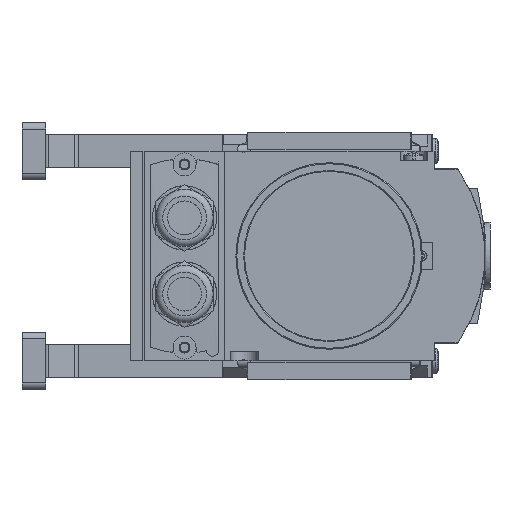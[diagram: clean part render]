
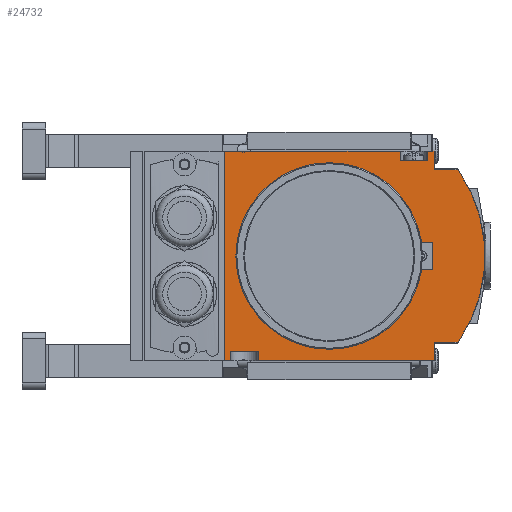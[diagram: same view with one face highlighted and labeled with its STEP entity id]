
A CAD part, front view. The second image highlights one B-rep face of the part: STEP entity #24732.
In plain terms, the highlighted planar face has unit normal (0, -1, 0).
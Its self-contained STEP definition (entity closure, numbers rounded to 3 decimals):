
#912=CIRCLE('',#25893,45.);
#913=CIRCLE('',#25894,16.625);
#1646=ORIENTED_EDGE('',*,*,#6952,.F.);
#1647=ORIENTED_EDGE('',*,*,#6953,.T.);
#1648=ORIENTED_EDGE('',*,*,#6954,.T.);
#1649=ORIENTED_EDGE('',*,*,#6955,.F.);
#1650=ORIENTED_EDGE('',*,*,#6956,.F.);
#1651=ORIENTED_EDGE('',*,*,#6957,.F.);
#1652=ORIENTED_EDGE('',*,*,#6958,.F.);
#1653=ORIENTED_EDGE('',*,*,#6959,.F.);
#1654=ORIENTED_EDGE('',*,*,#6960,.F.);
#1655=ORIENTED_EDGE('',*,*,#6961,.F.);
#1656=ORIENTED_EDGE('',*,*,#6962,.F.);
#1657=ORIENTED_EDGE('',*,*,#6963,.T.);
#1658=ORIENTED_EDGE('',*,*,#6949,.F.);
#1659=ORIENTED_EDGE('',*,*,#6964,.F.);
#1660=ORIENTED_EDGE('',*,*,#6965,.F.);
#1661=ORIENTED_EDGE('',*,*,#6966,.T.);
#1662=ORIENTED_EDGE('',*,*,#6967,.T.);
#1663=ORIENTED_EDGE('',*,*,#6968,.F.);
#1664=ORIENTED_EDGE('',*,*,#6969,.F.);
#1665=ORIENTED_EDGE('',*,*,#6970,.F.);
#1666=ORIENTED_EDGE('',*,*,#6971,.T.);
#1667=ORIENTED_EDGE('',*,*,#6972,.T.);
#1668=ORIENTED_EDGE('',*,*,#6973,.T.);
#1669=ORIENTED_EDGE('',*,*,#6974,.T.);
#1670=ORIENTED_EDGE('',*,*,#6975,.F.);
#6949=EDGE_CURVE('',#9603,#9604,#11371,.T.);
#6952=EDGE_CURVE('',#9606,#9607,#11373,.T.);
#6953=EDGE_CURVE('',#9606,#9608,#11374,.T.);
#6954=EDGE_CURVE('',#9608,#9609,#11375,.T.);
#6955=EDGE_CURVE('',#9610,#9609,#11376,.T.);
#6956=EDGE_CURVE('',#9611,#9610,#11377,.T.);
#6957=EDGE_CURVE('',#9612,#9611,#11378,.T.);
#6958=EDGE_CURVE('',#9613,#9612,#11379,.T.);
#6959=EDGE_CURVE('',#9614,#9613,#912,.T.);
#6960=EDGE_CURVE('',#9615,#9614,#11380,.T.);
#6961=EDGE_CURVE('',#9616,#9615,#11381,.T.);
#6962=EDGE_CURVE('',#9617,#9616,#11382,.T.);
#6963=EDGE_CURVE('',#9617,#9604,#11383,.T.);
#6964=EDGE_CURVE('',#9618,#9603,#11384,.T.);
#6965=EDGE_CURVE('',#9619,#9618,#11385,.T.);
#6966=EDGE_CURVE('',#9619,#9620,#11386,.T.);
#6967=EDGE_CURVE('',#9620,#9621,#11387,.T.);
#6968=EDGE_CURVE('',#9622,#9621,#11388,.T.);
#6969=EDGE_CURVE('',#9623,#9622,#11389,.T.);
#6970=EDGE_CURVE('',#9607,#9623,#11390,.T.);
#6971=EDGE_CURVE('',#9624,#9625,#11391,.T.);
#6972=EDGE_CURVE('',#9625,#9626,#11392,.T.);
#6973=EDGE_CURVE('',#9626,#9627,#11393,.T.);
#6974=EDGE_CURVE('',#9627,#9624,#11394,.T.);
#6975=EDGE_CURVE('',#9628,#9628,#913,.T.);
#9603=VERTEX_POINT('',#33099);
#9604=VERTEX_POINT('',#33101);
#9606=VERTEX_POINT('',#33107);
#9607=VERTEX_POINT('',#33108);
#9608=VERTEX_POINT('',#33110);
#9609=VERTEX_POINT('',#33112);
#9610=VERTEX_POINT('',#33114);
#9611=VERTEX_POINT('',#33116);
#9612=VERTEX_POINT('',#33118);
#9613=VERTEX_POINT('',#33120);
#9614=VERTEX_POINT('',#33122);
#9615=VERTEX_POINT('',#33124);
#9616=VERTEX_POINT('',#33126);
#9617=VERTEX_POINT('',#33128);
#9618=VERTEX_POINT('',#33131);
#9619=VERTEX_POINT('',#33133);
#9620=VERTEX_POINT('',#33135);
#9621=VERTEX_POINT('',#33137);
#9622=VERTEX_POINT('',#33139);
#9623=VERTEX_POINT('',#33141);
#9624=VERTEX_POINT('',#33144);
#9625=VERTEX_POINT('',#33145);
#9626=VERTEX_POINT('',#33147);
#9627=VERTEX_POINT('',#33149);
#9628=VERTEX_POINT('',#33152);
#11371=LINE('',#33100,#13100);
#11373=LINE('',#33106,#13102);
#11374=LINE('',#33109,#13103);
#11375=LINE('',#33111,#13104);
#11376=LINE('',#33113,#13105);
#11377=LINE('',#33115,#13106);
#11378=LINE('',#33117,#13107);
#11379=LINE('',#33119,#13108);
#11380=LINE('',#33123,#13109);
#11381=LINE('',#33125,#13110);
#11382=LINE('',#33127,#13111);
#11383=LINE('',#33129,#13112);
#11384=LINE('',#33130,#13113);
#11385=LINE('',#33132,#13114);
#11386=LINE('',#33134,#13115);
#11387=LINE('',#33136,#13116);
#11388=LINE('',#33138,#13117);
#11389=LINE('',#33140,#13118);
#11390=LINE('',#33142,#13119);
#11391=LINE('',#33143,#13120);
#11392=LINE('',#33146,#13121);
#11393=LINE('',#33148,#13122);
#11394=LINE('',#33150,#13123);
#13100=VECTOR('',#27764,1000.);
#13102=VECTOR('',#27770,1000.);
#13103=VECTOR('',#27771,1000.);
#13104=VECTOR('',#27772,1000.);
#13105=VECTOR('',#27773,1000.);
#13106=VECTOR('',#27774,1000.);
#13107=VECTOR('',#27775,1000.);
#13108=VECTOR('',#27776,1000.);
#13109=VECTOR('',#27779,1000.);
#13110=VECTOR('',#27780,1000.);
#13111=VECTOR('',#27781,1000.);
#13112=VECTOR('',#27782,1000.);
#13113=VECTOR('',#27783,1000.);
#13114=VECTOR('',#27784,1000.);
#13115=VECTOR('',#27785,1000.);
#13116=VECTOR('',#27786,1000.);
#13117=VECTOR('',#27787,1000.);
#13118=VECTOR('',#27788,1000.);
#13119=VECTOR('',#27789,1000.);
#13120=VECTOR('',#27790,1000.);
#13121=VECTOR('',#27791,1000.);
#13122=VECTOR('',#27792,1000.);
#13123=VECTOR('',#27793,1000.);
#14806=EDGE_LOOP('',(#1646,#1647,#1648,#1649,#1650,#1651,#1652,#1653,#1654,
#1655,#1656,#1657,#1658,#1659,#1660,#1661,#1662,#1663,#1664,#1665));
#14807=EDGE_LOOP('',(#1666,#1667,#1668,#1669));
#14808=EDGE_LOOP('',(#1670));
#16112=FACE_BOUND('',#14806,.T.);
#16113=FACE_BOUND('',#14807,.T.);
#16114=FACE_BOUND('',#14808,.T.);
#17403=PLANE('',#25892);
#24732=ADVANCED_FACE('',(#16112,#16113,#16114),#17403,.F.);
#25892=AXIS2_PLACEMENT_3D('',#33105,#27768,#27769);
#25893=AXIS2_PLACEMENT_3D('',#33121,#27777,#27778);
#25894=AXIS2_PLACEMENT_3D('',#33151,#27794,#27795);
#27764=DIRECTION('',(1.,0.,0.));
#27768=DIRECTION('',(0.,1.,0.));
#27769=DIRECTION('',(0.,0.,1.));
#27770=DIRECTION('',(-1.,0.,0.));
#27771=DIRECTION('',(0.,0.,1.));
#27772=DIRECTION('',(1.,0.,0.));
#27773=DIRECTION('',(0.,0.,1.));
#27774=DIRECTION('',(-1.,0.,0.));
#27775=DIRECTION('',(0.,0.,-1.));
#27776=DIRECTION('',(-1.,0.,0.));
#27777=DIRECTION('',(0.,1.,0.));
#27778=DIRECTION('',(1.,0.,0.));
#27779=DIRECTION('',(1.,0.,0.));
#27780=DIRECTION('',(0.,0.,-1.));
#27781=DIRECTION('',(1.,0.,0.));
#27782=DIRECTION('',(0.,0.,-1.));
#27783=DIRECTION('',(0.,0.,-1.));
#27784=DIRECTION('',(1.,0.,0.));
#27785=DIRECTION('',(0.,0.,-1.));
#27786=DIRECTION('',(-1.,0.,0.));
#27787=DIRECTION('',(0.,0.,-1.));
#27788=DIRECTION('',(1.,0.,0.));
#27789=DIRECTION('',(0.,0.,1.));
#27790=DIRECTION('',(-1.,0.,0.));
#27791=DIRECTION('',(0.,0.,1.));
#27792=DIRECTION('',(1.,0.,0.));
#27793=DIRECTION('',(0.,0.,-1.));
#27794=DIRECTION('',(0.,-1.,0.));
#27795=DIRECTION('',(0.,0.,-1.));
#33099=CARTESIAN_POINT('',(21.,-146.9,28.1));
#33100=CARTESIAN_POINT('',(21.,-146.9,28.1));
#33101=CARTESIAN_POINT('',(29.,-146.9,28.1));
#33105=CARTESIAN_POINT('',(0.,-146.9,0.));
#33106=CARTESIAN_POINT('',(31.,-146.9,-31.));
#33107=CARTESIAN_POINT('',(-29.,-146.9,-31.));
#33108=CARTESIAN_POINT('',(-31.,-146.9,-31.));
#33109=CARTESIAN_POINT('',(-29.,-146.9,-31.));
#33110=CARTESIAN_POINT('',(-29.,-146.9,-28.1));
#33111=CARTESIAN_POINT('',(-29.,-146.9,-28.1));
#33112=CARTESIAN_POINT('',(-21.,-146.9,-28.1));
#33113=CARTESIAN_POINT('',(-21.,-146.9,-31.));
#33114=CARTESIAN_POINT('',(-21.,-146.9,-31.));
#33115=CARTESIAN_POINT('',(31.,-146.9,-31.));
#33116=CARTESIAN_POINT('',(31.,-146.9,-31.));
#33117=CARTESIAN_POINT('',(31.,-146.9,31.));
#33118=CARTESIAN_POINT('',(31.,-146.9,-25.5));
#33119=CARTESIAN_POINT('',(38.078,-146.9,-25.5));
#33120=CARTESIAN_POINT('',(38.078,-146.9,-25.5));
#33121=CARTESIAN_POINT('',(1.,-146.9,0.));
#33122=CARTESIAN_POINT('',(38.078,-146.9,25.5));
#33123=CARTESIAN_POINT('',(-31.,-146.9,25.5));
#33124=CARTESIAN_POINT('',(31.,-146.9,25.5));
#33125=CARTESIAN_POINT('',(31.,-146.9,31.));
#33126=CARTESIAN_POINT('',(31.,-146.9,31.));
#33127=CARTESIAN_POINT('',(-31.,-146.9,31.));
#33128=CARTESIAN_POINT('',(29.,-146.9,31.));
#33129=CARTESIAN_POINT('',(29.,-146.9,31.));
#33130=CARTESIAN_POINT('',(21.,-146.9,31.));
#33131=CARTESIAN_POINT('',(21.,-146.9,31.));
#33132=CARTESIAN_POINT('',(-31.,-146.9,31.));
#33133=CARTESIAN_POINT('',(-25.,-146.9,31.));
#33134=CARTESIAN_POINT('',(-25.,-146.9,0.));
#33135=CARTESIAN_POINT('',(-25.,-146.9,30.69));
#33136=CARTESIAN_POINT('',(0.,-146.9,30.69));
#33137=CARTESIAN_POINT('',(-25.5,-146.9,30.69));
#33138=CARTESIAN_POINT('',(-25.5,-146.9,0.));
#33139=CARTESIAN_POINT('',(-25.5,-146.9,31.));
#33140=CARTESIAN_POINT('',(-31.,-146.9,31.));
#33141=CARTESIAN_POINT('',(-31.,-146.9,31.));
#33142=CARTESIAN_POINT('',(-31.,-146.9,-31.));
#33143=CARTESIAN_POINT('',(30.5,-146.9,-4.));
#33144=CARTESIAN_POINT('',(30.5,-146.9,-4.));
#33145=CARTESIAN_POINT('',(22.5,-146.9,-4.));
#33146=CARTESIAN_POINT('',(22.5,-146.9,-4.));
#33147=CARTESIAN_POINT('',(22.5,-146.9,4.));
#33148=CARTESIAN_POINT('',(22.5,-146.9,4.));
#33149=CARTESIAN_POINT('',(30.5,-146.9,4.));
#33150=CARTESIAN_POINT('',(30.5,-146.9,4.));
#33151=CARTESIAN_POINT('',(0.,-146.9,0.));
#33152=CARTESIAN_POINT('',(0.,-146.9,-16.625));
